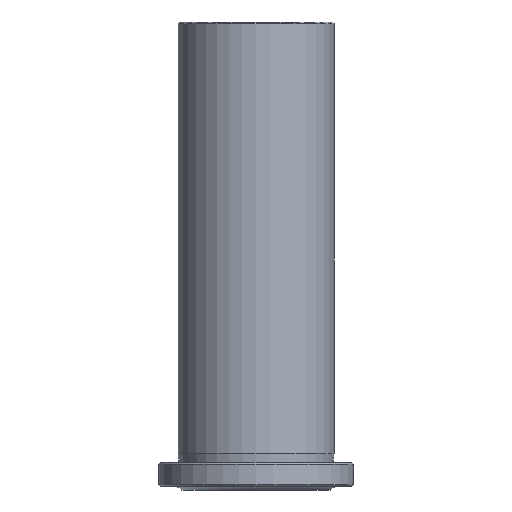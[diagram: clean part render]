
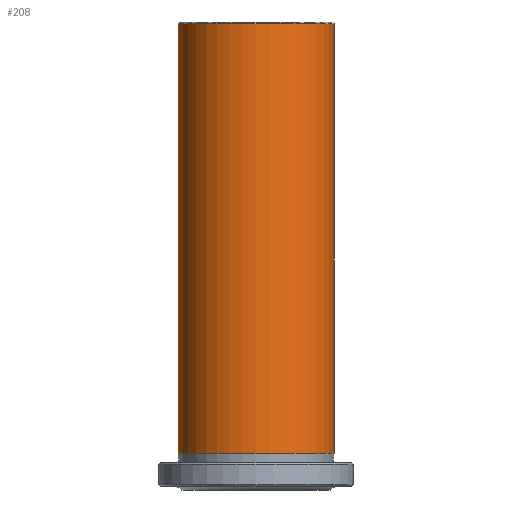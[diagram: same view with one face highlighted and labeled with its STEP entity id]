
A CAD part, left-side view. The second image highlights one B-rep face of the part: STEP entity #208.
In plain terms, the highlighted cylindrical face has radius 10 mm (diameter 20 mm), a partial arc.
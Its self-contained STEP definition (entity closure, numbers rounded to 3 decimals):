
#140=VERTEX_POINT('NONE',#376);
#154=EDGE_CURVE('NONE',#256,#140,#391,.T.);
#186=EDGE_CURVE('NONE',#290,#140,#428,.T.);
#196=EDGE_CURVE('NONE',#282,#290,#438,.T.);
#208=ADVANCED_FACE('NONE',(#452),#453,.T.);
#256=VERTEX_POINT('NONE',#508);
#274=EDGE_CURVE('NONE',#282,#256,#528,.T.);
#282=VERTEX_POINT('NONE',#536);
#290=VERTEX_POINT('NONE',#545);
#376=CARTESIAN_POINT('',(0.0,10.0,4.697));
#391=LINE('',#651,#652);
#428=CIRCLE('',#696,10.0);
#438=LINE('',#711,#712);
#452=FACE_OUTER_BOUND('',#728,.T.);
#453=CYLINDRICAL_SURFACE('',#729,10.0);
#508=CARTESIAN_POINT('',(0.,10.0,59.8));
#528=CIRCLE('',#829,10.0);
#536=CARTESIAN_POINT('',(0.0,-10.0,59.8));
#545=CARTESIAN_POINT('',(0.,-10.0,4.697));
#651=CARTESIAN_POINT('',(0.,10.0,-0.756));
#652=VECTOR('',#969,1000.0);
#696=AXIS2_PLACEMENT_3D('',#1015,#1016,#1017);
#711=CARTESIAN_POINT('',(0.0,-10.0,-0.756));
#712=VECTOR('',#1025,1000.0);
#728=EDGE_LOOP('',(#1044,#1045,#1046,#1047));
#729=AXIS2_PLACEMENT_3D('',#1048,#1049,#1050);
#829=AXIS2_PLACEMENT_3D('',#1157,#1158,#1159);
#969=DIRECTION('',(0.0,0.0,-1.0));
#1015=CARTESIAN_POINT('',(0.0,0.0,4.697));
#1016=DIRECTION('',(0.0,0.0,-1.0));
#1017=DIRECTION('',(0.0,-1.0,0.0));
#1025=DIRECTION('',(0.0,0.0,-1.0));
#1044=ORIENTED_EDGE('',*,*,#274,.T.);
#1045=ORIENTED_EDGE('',*,*,#154,.T.);
#1046=ORIENTED_EDGE('',*,*,#186,.F.);
#1047=ORIENTED_EDGE('',*,*,#196,.F.);
#1048=CARTESIAN_POINT('',(0.0,0.0,-0.756));
#1049=DIRECTION('',(0.0,-0.0,-1.0));
#1050=DIRECTION('',(0.0,-1.0,0.0));
#1157=CARTESIAN_POINT('',(0.0,0.0,59.8));
#1158=DIRECTION('',(0.0,0.0,-1.0));
#1159=DIRECTION('',(0.0,1.0,0.0));
